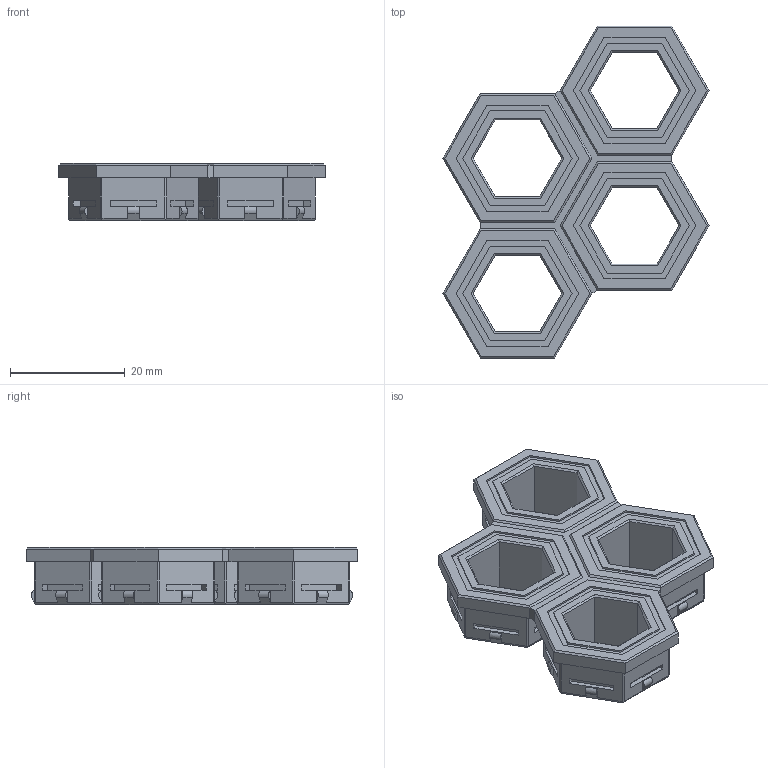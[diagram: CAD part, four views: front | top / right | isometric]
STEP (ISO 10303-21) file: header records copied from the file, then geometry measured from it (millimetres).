
FILE_DESCRIPTION(/* description */ (''),/* implementation_level */ '2;1');
FILE_NAME(/* name */ 'insert-hollow-for.step',/* time_stamp */ '2022-03-20T01:56:52+01:00',/* author */ (''),/* organization */ (''),/* preprocessor_version */ 'ST-DEVELOPER v18.1',/* originating_system */ 'Autodesk Translation Framework v10.13.0.1454',/* authorisation */ '');
FILE_SCHEMA (('AUTOMOTIVE_DESIGN { 1 0 10303 214 3 1 1 }'));
Length unit declared in the file: millimetre
Products named in the file (1): insert-hollow-for
Bounding box: 46.42 x 57.9 x 10 mm (x, y, z)
Volume: 7639.6 mm3; surface area: 8310.9 mm2
Topology: 1 solids, 1 shells, 468 faces, 1336 edges, 858 vertices
Faces by surface type: plane 444, cylinder 24
Entity records: 14996 total; most frequent: ORIENTED_EDGE 2672, CARTESIAN_POINT 2663, DIRECTION 2322, EDGE_CURVE 1336, LINE 1288, VECTOR 1288, VERTEX_POINT 858, AXIS2_PLACEMENT_3D 517
